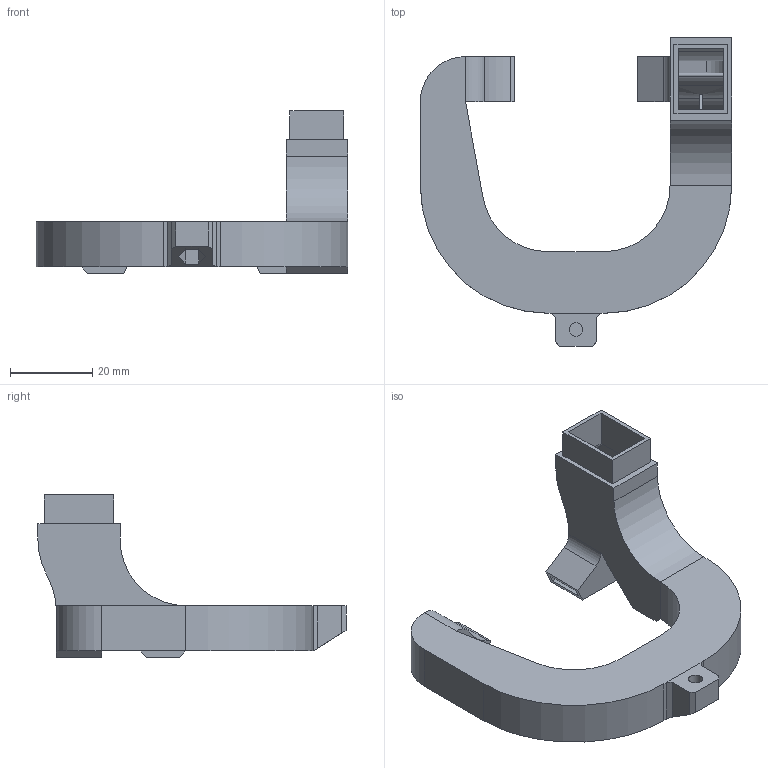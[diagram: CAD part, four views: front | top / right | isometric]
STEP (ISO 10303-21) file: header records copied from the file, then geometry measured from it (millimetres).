
FILE_DESCRIPTION(('FreeCAD Model'),'2;1');
FILE_NAME('FanDuctDual.step', '2020-08-17T12:24:48',('Author'),(''), 'Open CASCADE STEP processor 7.3','FreeCAD','Unknown');
FILE_SCHEMA(('CONFIG_CONTROL_DESIGN','SHAPE_APPEARANCE_LAYER_MIM'));
Length unit declared in the file: millimetre
Products named in the file (1): FanDuctDual
Bounding box: 75.8 x 75 x 39.5 mm (x, y, z)
Volume: 11923.9 mm3; surface area: 21694.3 mm2
Topology: 1 solids, 1 shells, 198 faces, 552 edges, 356 vertices
Faces by surface type: plane 154, cylinder 44
Full cylindrical faces by diameter (mm): 3.3 x1
Entity records: 6371 total; most frequent: CARTESIAN_POINT 1107, ORIENTED_EDGE 1104, DIRECTION 1090, EDGE_CURVE 552, LINE 412, VECTOR 412, VERTEX_POINT 356, AXIS2_PLACEMENT_3D 339
